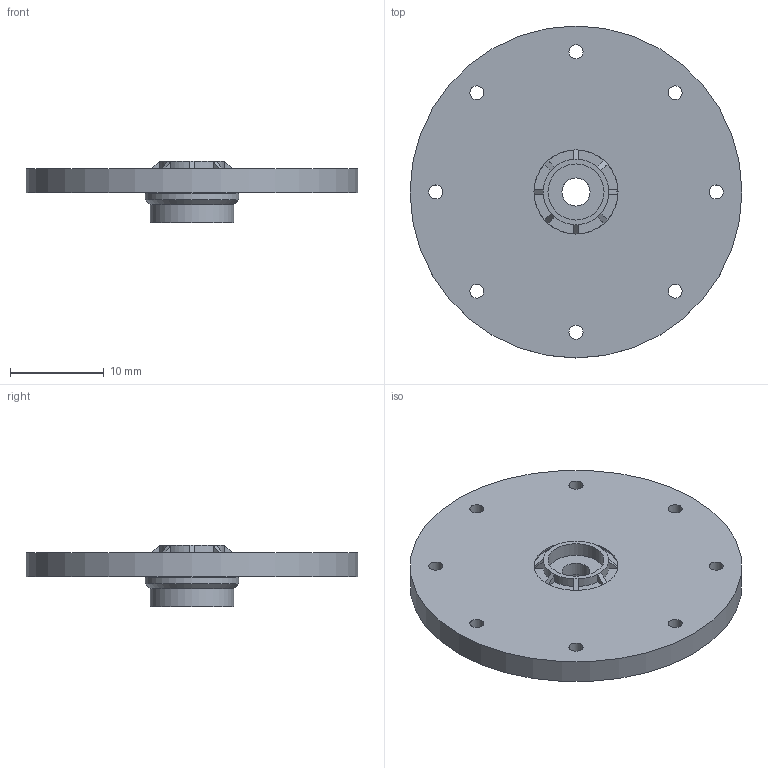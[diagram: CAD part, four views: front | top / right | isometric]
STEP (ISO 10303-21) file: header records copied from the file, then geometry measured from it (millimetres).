
FILE_DESCRIPTION(('FreeCAD Model'),'2;1');
FILE_NAME('Futaba3003-big-rounded-horn.stp', '2014-08-05T10:38:22',('FreeCAD'),('FreeCAD'), 'Open CASCADE STEP processor 6.7','FreeCAD','Unknown');
FILE_SCHEMA(('AUTOMOTIVE_DESIGN_CC2 { 1 2 10303 214 -1 1 5 4 }'));
Length unit declared in the file: millimetre
Products named in the file (1): big-rounded-horn-final
Bounding box: 35.5 x 35.5 x 6.6 mm (x, y, z)
Volume: 2652.9 mm3; surface area: 2546.6 mm2
Topology: 1 solids, 1 shells, 65 faces, 139 edges, 81 vertices
Faces by surface type: plane 31, cylinder 24, cone 10
Full cylindrical faces by diameter (mm): 1.5 x8, 3 x1, 5.17 x1, 6 x1, 8.95 x1, 9 x1, 9.9 x1, 10 x1, 35.5 x1
Entity records: 3831 total; most frequent: CARTESIAN_POINT 1022, DIRECTION 543, ORIENTED_EDGE 278, PCURVE 278, DEFINITIONAL_REPRESENTATION 278, LINE 218, VECTOR 218, AXIS2_PLACEMENT_3D 155
